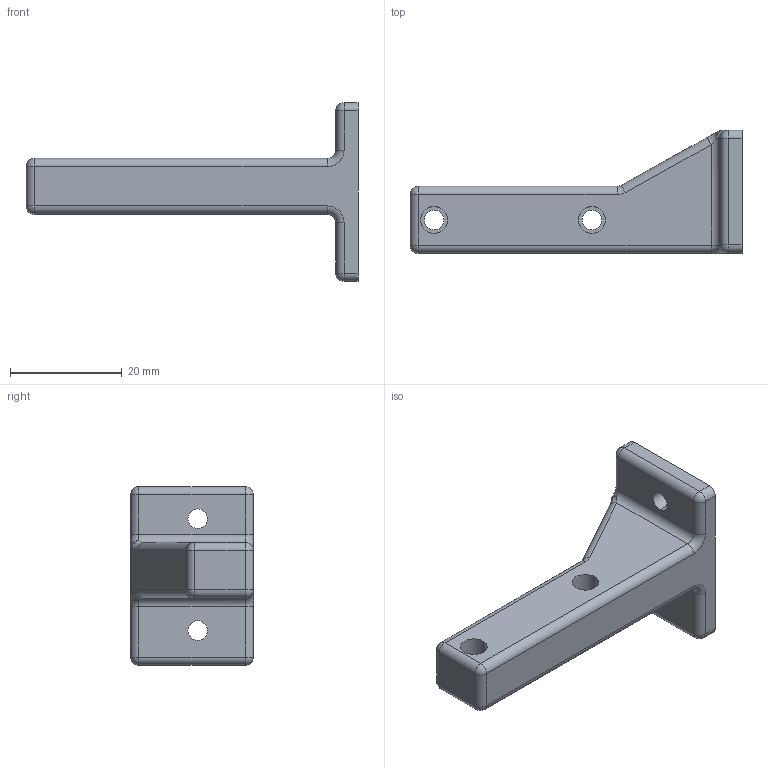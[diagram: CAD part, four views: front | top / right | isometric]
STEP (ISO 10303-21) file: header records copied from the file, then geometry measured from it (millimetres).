
FILE_DESCRIPTION((''),'2;1');
FILE_NAME('QUICKDRAW_ENDER_DOCK','2022-08-11T12:18:38',('thoma'),(''),'CREO PARAMETRIC BY PTC INC, 2020281','CREO PARAMETRIC BY PTC INC, 2020281','');
FILE_SCHEMA(('CONFIG_CONTROL_DESIGN'));
Length unit declared in the file: millimetre
Products named in the file (1): QUICKDRAW_ENDER_DOCK
Bounding box: 59.38 x 22 x 32 mm (x, y, z)
Volume: 9850.3 mm3; surface area: 4385 mm2
Topology: 1 solids, 1 shells, 68 faces, 150 edges, 86 vertices
Faces by surface type: cylinder 36, plane 14, sphere 10, torus 6, bspline 2
Entity records: 1976 total; most frequent: CARTESIAN_POINT 382, DIRECTION 360, ORIENTED_EDGE 300, EDGE_CURVE 150, AXIS2_PLACEMENT_3D 148, VERTEX_POINT 86, CIRCLE 82, EDGE_LOOP 78
